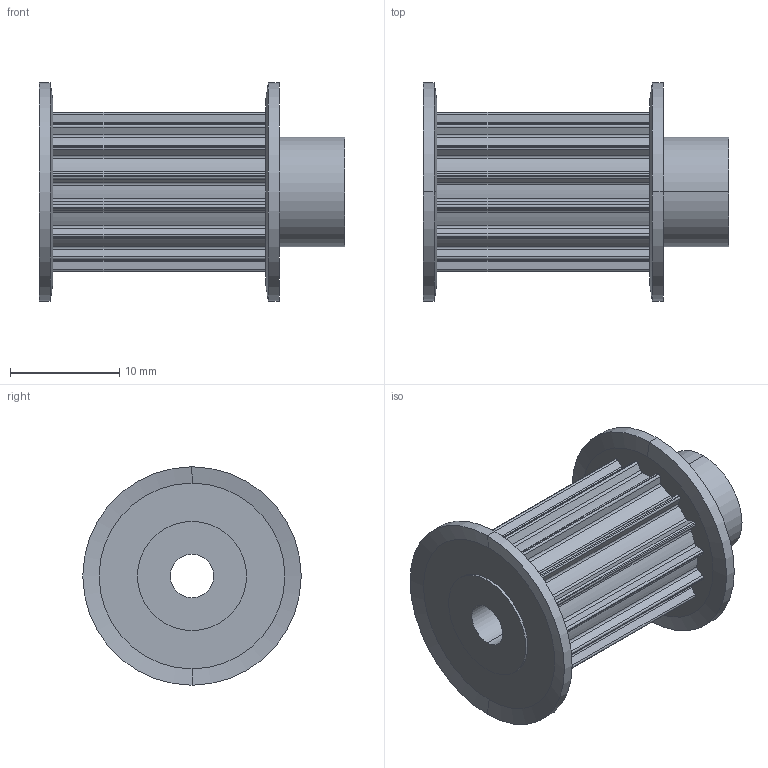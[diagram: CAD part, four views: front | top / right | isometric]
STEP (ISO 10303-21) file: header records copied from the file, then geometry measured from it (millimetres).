
FILE_DESCRIPTION(('STEP AP214'),'1');
FILE_NAME('cctmp_075B445F-65BE-466C-B4E3-D77C7878994D_2021_1_6_11_10_54_195..stp','2021-01-06T10:10:54',('Mulco-Europe EWIV'),('CADClick - www.CADClick.com'),'Spatial InterOp 3D',' ','unknown authorization');
FILE_SCHEMA(('AUTOMOTIVE_DESIGN'));
Length unit declared in the file: millimetre
Products named in the file (1): 2021_01_06__11-10-54-179
Bounding box: 28 x 20 x 20 mm (x, y, z)
Volume: 3527.8 mm3; surface area: 2862.8 mm2
Topology: 1 solids, 1 shells, 152 faces, 430 edges, 284 vertices
Faces by surface type: cylinder 106, plane 38, cone 8
Entity records: 6274 total; most frequent: DIRECTION 956, CARTESIAN_POINT 867, ORIENTED_EDGE 860, EDGE_CURVE 430, AXIS2_PLACEMENT_3D 373, VERTEX_POINT 284, CIRCLE 220, LINE 210
